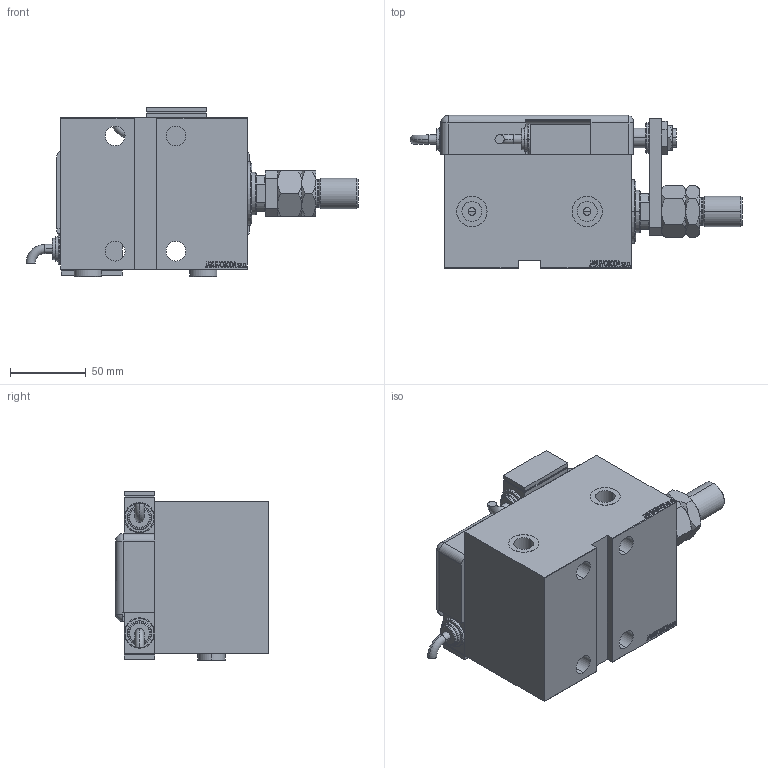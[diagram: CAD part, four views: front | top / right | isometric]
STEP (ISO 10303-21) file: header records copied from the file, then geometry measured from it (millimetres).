
FILE_DESCRIPTION (( 'STEP AP203' ), '1' );
FILE_NAME ('4586.STEP', '2024-02-12T06:05:37', ( '' ), ( '' ), 'SwSTEP 2.0', 'SolidWorks 2019', '' );
FILE_SCHEMA (( 'CONFIG_CONTROL_DESIGN' ));
Length unit declared in the file: millimetre
Products named in the file (15): KRYT dca02d603e24e58d4a6f925dd0718124; NUT_D13 dca02d603e24e58d4a6f925dd0718124; Q_T_W_MTA dca02d603e24e58d4a6f925dd0718124; 4586; ZARAZKA_Q dca02d603e24e58d4a6f925dd0718124; V450CM_VC_B dca02d603e24e58d4a6f925dd0718124; NUT_D19 dca02d603e24e58d4a6f925dd0718124; Zatka_OIL_PORT dca02d603e24e58d4a6f925dd0718124; MAGNETIC SWITCH Q dca02d603e24e58d4a6f925dd0718124; V450CM_E_VCP dca02d603e24e58d4a6f925dd0718124; TYC dca02d603e24e58d4a6f925dd0718124; SWITCH Q dca02d603e24e58d4a6f925dd0718124; SWITCH_Q_FRONT_BACK dca02d603e24e58d4a6f925dd0718124; SWITCH DIM A_G dca02d603e24e58d4a6f925dd0718124; V450CM_E_Body dca02d603e24e58d4a6f925dd0718124
Assembly tree (16 placements, depth 3):
  4586
    V450CM_E_Body dca02d603e24e58d4a6f925dd0718124
    V450CM_E_VCP dca02d603e24e58d4a6f925dd0718124
    V450CM_VC_B dca02d603e24e58d4a6f925dd0718124
    MAGNETIC SWITCH Q dca02d603e24e58d4a6f925dd0718124
      SWITCH_Q_FRONT_BACK dca02d603e24e58d4a6f925dd0718124
      TYC dca02d603e24e58d4a6f925dd0718124
      ZARAZKA_Q dca02d603e24e58d4a6f925dd0718124
      SWITCH DIM A_G dca02d603e24e58d4a6f925dd0718124
      NUT_D19 dca02d603e24e58d4a6f925dd0718124
      NUT_D13 dca02d603e24e58d4a6f925dd0718124
      KRYT dca02d603e24e58d4a6f925dd0718124
      SWITCH Q dca02d603e24e58d4a6f925dd0718124  x2
    Q_T_W_MTA dca02d603e24e58d4a6f925dd0718124
    Zatka_OIL_PORT dca02d603e24e58d4a6f925dd0718124  x2
Bounding box: 218.76 x 100.8 x 111.9 mm (x, y, z)
Volume: 979533.4 mm3; surface area: 189375 mm2
Topology: 16 solids, 16 shells, 1345 faces, 3372 edges, 2209 vertices
Faces by surface type: plane 667, bspline 471, cylinder 127, cone 54, torus 24, sphere 2
Entity records: 61737 total; most frequent: CARTESIAN_POINT 32264, ORIENTED_EDGE 6468, DIRECTION 4204, EDGE_CURVE 3234, VERTEX_POINT 2125, LINE 1902, VECTOR 1902, EDGE_LOOP 1463
